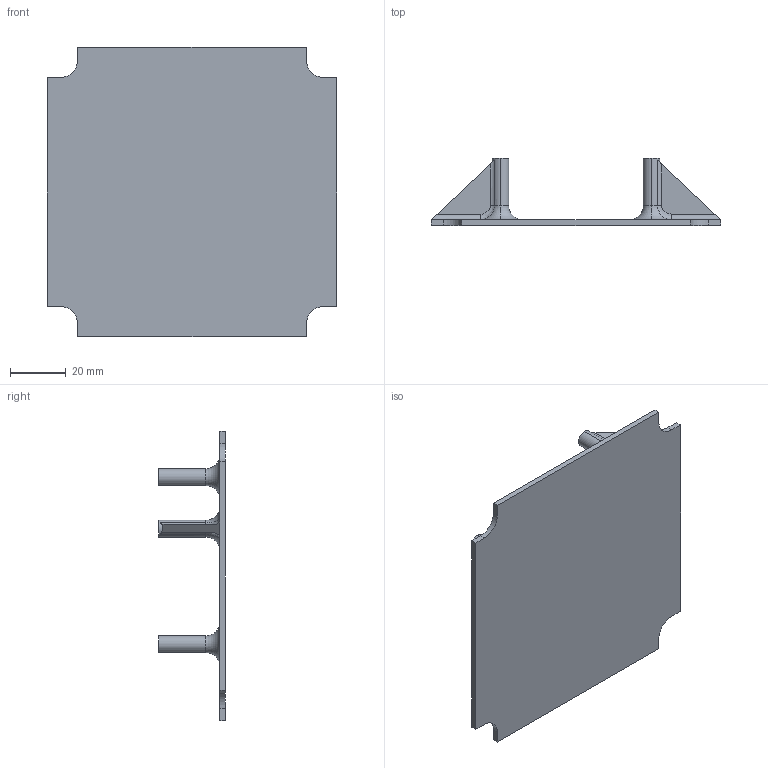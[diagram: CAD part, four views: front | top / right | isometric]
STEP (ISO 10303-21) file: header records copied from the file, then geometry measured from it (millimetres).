
FILE_DESCRIPTION (( 'STEP AP214' ), '1' );
FILE_NAME ('luftdata_box_bottom.STEP', '2019-05-09T17:26:57', ( '' ), ( '' ), 'SwSTEP 2.0', 'SolidWorks 2018', '' );
FILE_SCHEMA (( 'AUTOMOTIVE_DESIGN' ));
Length unit declared in the file: millimetre
Products named in the file (1): luftdata_box_bottom
Bounding box: 104 x 24 x 104 mm (x, y, z)
Volume: 24666.7 mm3; surface area: 24472.1 mm2
Topology: 1 solids, 1 shells, 72 faces, 177 edges, 110 vertices
Faces by surface type: plane 29, cylinder 28, torus 9, bspline 6
Entity records: 2607 total; most frequent: CARTESIAN_POINT 915, ORIENTED_EDGE 354, DIRECTION 346, EDGE_CURVE 177, AXIS2_PLACEMENT_3D 129, VERTEX_POINT 110, VECTOR 88, LINE 88
